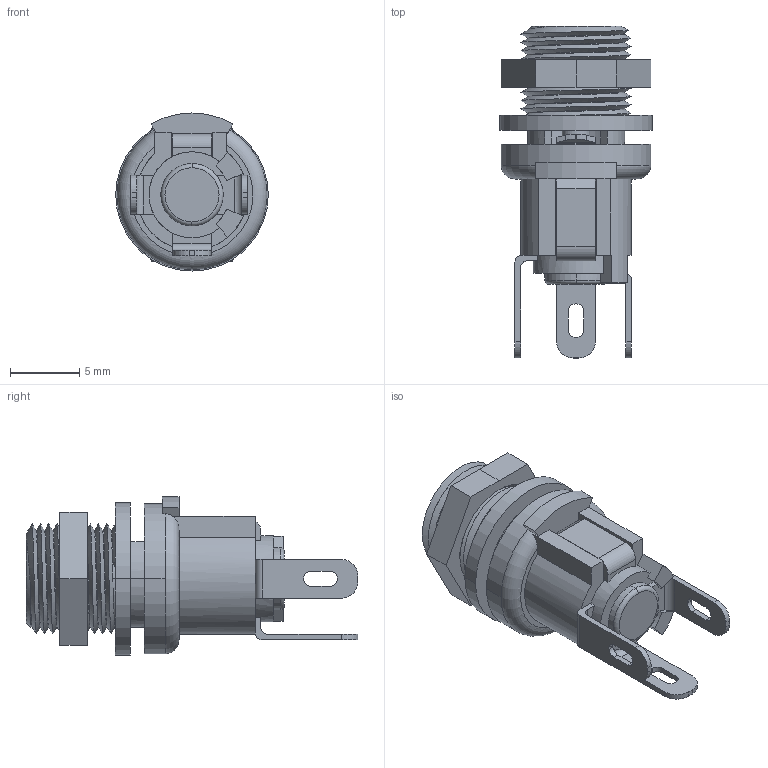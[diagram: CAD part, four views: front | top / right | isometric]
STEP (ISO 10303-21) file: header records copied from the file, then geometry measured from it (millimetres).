
FILE_DESCRIPTION((''),'2;1');
FILE_NAME('JACK-C-LKPANEL-5A-R_ASM','2024-01-25T09:01:00',('wangjunfeng'),(''),'CREO PARAMETRIC BY PTC INC, 2018050','CREO PARAMETRIC BY PTC INC, 2018050','');
FILE_SCHEMA(('CONFIG_CONTROL_DESIGN'));
Length unit declared in the file: millimetre
Products named in the file (4): JACK-C-LKPANEL-5A; GASKET_1; NUT_1; JACK-C-LKPANEL-5A-R_ASM
Assembly tree (3 placements, depth 2):
  JACK-C-LKPANEL-5A-R_ASM
    JACK-C-LKPANEL-5A
    GASKET_1
    NUT_1
Bounding box: 11 x 23.93 x 11.4 mm (x, y, z)
Volume: 745.9 mm3; surface area: 1637.7 mm2
Topology: 3 solids, 3 shells, 209 faces, 591 edges, 388 vertices
Faces by surface type: plane 107, cylinder 79, bspline 17, torus 3, sphere 2, cone 1
Entity records: 10658 total; most frequent: CARTESIAN_POINT 5238, ORIENTED_EDGE 1182, DIRECTION 1026, EDGE_CURVE 591, VERTEX_POINT 388, AXIS2_PLACEMENT_3D 348, VECTOR 330, LINE 330
